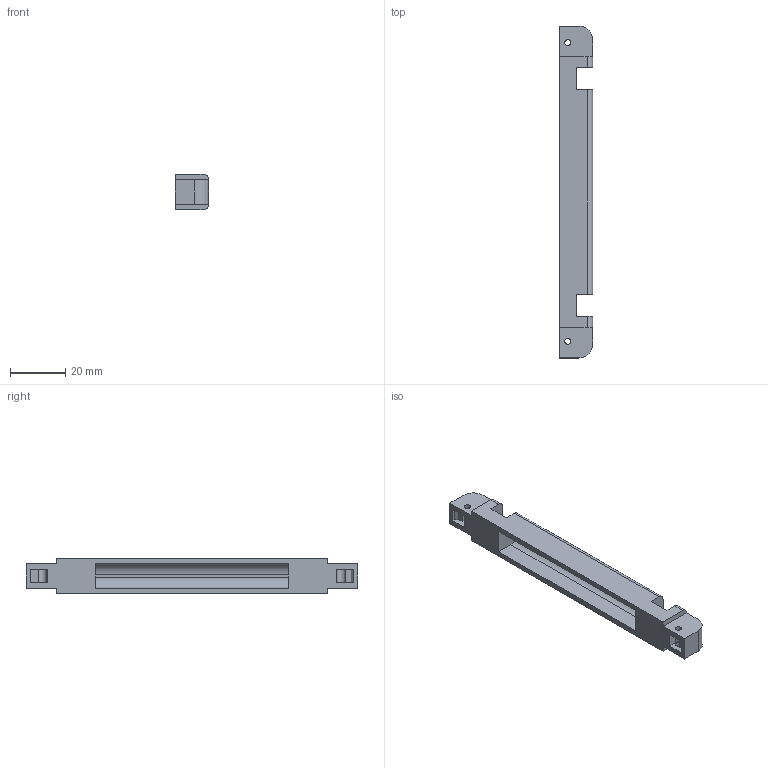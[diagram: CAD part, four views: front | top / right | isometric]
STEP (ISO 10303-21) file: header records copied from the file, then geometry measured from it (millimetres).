
FILE_DESCRIPTION(('Open CASCADE Model'),'2;1');
FILE_NAME('Open CASCADE Shape Model','2026-02-03T10:48:25',('Author'),( 'Open CASCADE'),'Open CASCADE STEP processor 7.7','Open CASCADE 7.7' ,'Unknown');
FILE_SCHEMA(('AUTOMOTIVE_DESIGN { 1 0 10303 214 1 1 1 1 }'));
Length unit declared in the file: millimetre
Products named in the file (1): Open CASCADE STEP translator 7.7 1
Bounding box: 12 x 120 x 13 mm (x, y, z)
Volume: 9453.7 mm3; surface area: 7875.3 mm2
Topology: 1 solids, 1 shells, 65 faces, 176 edges, 116 vertices
Faces by surface type: plane 49, cylinder 16
Full cylindrical faces by diameter (mm): 2.2 x4
Entity records: 4392 total; most frequent: CARTESIAN_POINT 806, DIRECTION 676, LINE 464, VECTOR 464, ORIENTED_EDGE 352, PCURVE 352, DEFINITIONAL_REPRESENTATION 352, EDGE_CURVE 176
